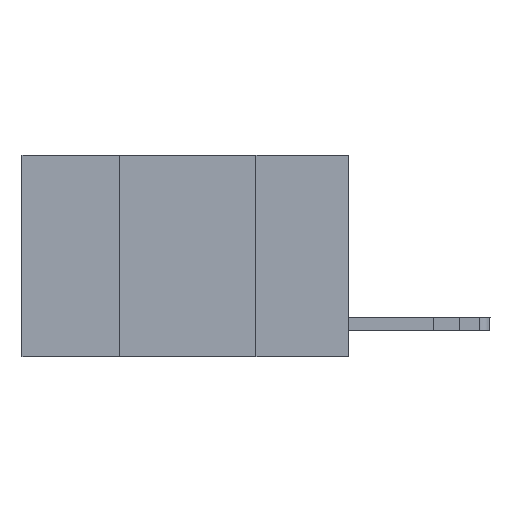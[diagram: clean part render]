
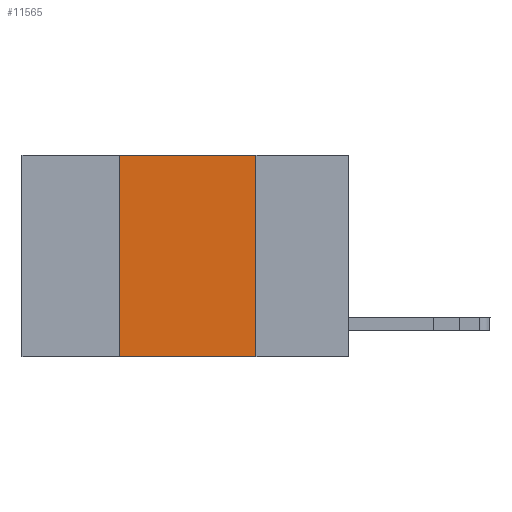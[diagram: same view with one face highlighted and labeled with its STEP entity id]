
A CAD part, left-side view. The second image highlights one B-rep face of the part: STEP entity #11565.
In plain terms, the highlighted planar face has unit normal (-1, 0, 0).
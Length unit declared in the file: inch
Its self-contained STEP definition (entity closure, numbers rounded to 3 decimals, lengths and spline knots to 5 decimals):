
#284 = DIRECTION ( 'NONE',  ( 0., 0., -1. ) ) ;
#715 = ORIENTED_EDGE ( 'NONE', *, *, #11836, .F. ) ;
#815 = EDGE_CURVE ( 'NONE', #11508, #13269, #17211, .T. ) ;
#1553 = ORIENTED_EDGE ( 'NONE', *, *, #11832, .F. ) ;
#1761 = VERTEX_POINT ( 'NONE', #4749 ) ;
#2079 = DIRECTION ( 'NONE',  ( 0., -1., 0. ) ) ;
#2377 = LINE ( 'NONE', #3929, #10784 ) ;
#3348 = ORIENTED_EDGE ( 'NONE', *, *, #815, .T. ) ;
#3532 = EDGE_LOOP ( 'NONE', ( #715, #9492, #1553, #3348 ) ) ;
#3864 = CARTESIAN_POINT ( 'NONE',  ( 0., 0.42, 0. ) ) ;
#3929 = CARTESIAN_POINT ( 'NONE',  ( 0., 0.6, 0. ) ) ;
#4749 = CARTESIAN_POINT ( 'NONE',  ( 0., 0.17, 0. ) ) ;
#5673 = DIRECTION ( 'NONE',  ( 0., 0., -1. ) ) ;
#5881 = CARTESIAN_POINT ( 'NONE',  ( 0., 0.42, -0.37 ) ) ;
#6377 = VECTOR ( 'NONE', #12826, 39.37008 ) ;
#6629 = EDGE_CURVE ( 'NONE', #17034, #1761, #2377, .T. ) ;
#7211 = CARTESIAN_POINT ( 'NONE',  ( 0., 0.42, 0. ) ) ;
#7579 = CARTESIAN_POINT ( 'NONE',  ( 0., 0.17, -0.37 ) ) ;
#8799 = AXIS2_PLACEMENT_3D ( 'NONE', #12152, #14997, #284 ) ;
#9492 = ORIENTED_EDGE ( 'NONE', *, *, #6629, .F. ) ;
#9678 = LINE ( 'NONE', #7211, #6377 ) ;
#10784 = VECTOR ( 'NONE', #2079, 39.37008 ) ;
#11386 = LINE ( 'NONE', #14429, #15159 ) ;
#11508 = VERTEX_POINT ( 'NONE', #5881 ) ;
#11565 = ADVANCED_FACE ( 'NONE', ( #13496 ), #13399, .F. ) ;
#11832 = EDGE_CURVE ( 'NONE', #11508, #17034, #9678, .T. ) ;
#11836 = EDGE_CURVE ( 'NONE', #1761, #13269, #11386, .T. ) ;
#12152 = CARTESIAN_POINT ( 'NONE',  ( 0., 0.6, 0. ) ) ;
#12826 = DIRECTION ( 'NONE',  ( 0., 0., 1. ) ) ;
#13269 = VERTEX_POINT ( 'NONE', #7579 ) ;
#13399 = PLANE ( 'NONE',  #8799 ) ;
#13496 = FACE_OUTER_BOUND ( 'NONE', #3532, .T. ) ;
#14269 = CARTESIAN_POINT ( 'NONE',  ( 0., 0.6, -0.37 ) ) ;
#14429 = CARTESIAN_POINT ( 'NONE',  ( 0., 0.17, 0. ) ) ;
#14460 = DIRECTION ( 'NONE',  ( 0., -1., 0. ) ) ;
#14997 = DIRECTION ( 'NONE',  ( 1., 0., 0. ) ) ;
#15159 = VECTOR ( 'NONE', #5673, 39.37008 ) ;
#17034 = VERTEX_POINT ( 'NONE', #3864 ) ;
#17211 = LINE ( 'NONE', #14269, #18517 ) ;
#18517 = VECTOR ( 'NONE', #14460, 39.37008 ) ;
